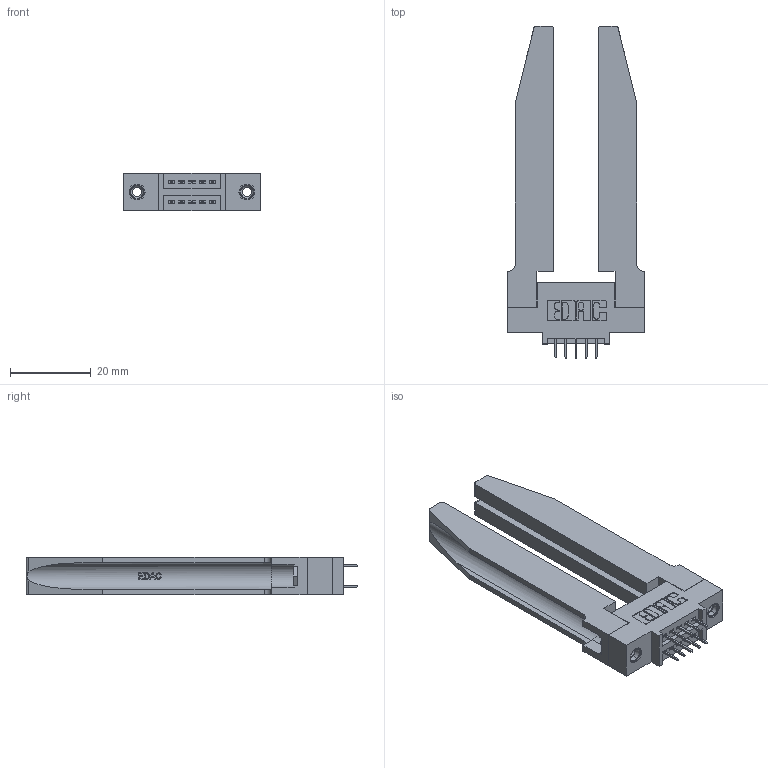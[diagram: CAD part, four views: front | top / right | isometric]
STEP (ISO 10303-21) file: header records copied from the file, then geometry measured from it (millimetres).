
FILE_DESCRIPTION (( 'STEP AP203' ), '1' );
FILE_NAME ('345-010-525-578.STEP', '2020-09-18T23:41:11', ( '' ), ( '' ), 'SwSTEP 2.0', 'SolidWorks 2020', '' );
FILE_SCHEMA (( 'CONFIG_CONTROL_DESIGN' ));
Length unit declared in the file: inch
Products named in the file (5): 345-292-001_345-293-125; 345-010-525-578; 345-220-078_345-220-078; 345-250-001_345-250-001-102; 345 Part_0.110 Offset - 0.156 Dia-TH
Assembly tree (15 placements, depth 2):
  345-010-525-578
    345 Part_0.110 Offset - 0.156 Dia-TH
    345-292-001_345-293-125  x10
    345-250-001_345-250-001-102  x2
    345-220-078_345-220-078  x2
Bounding box: 33.93 x 82.47 x 9.4 mm (x, y, z)
Volume: 10633.6 mm3; surface area: 10397.3 mm2
Topology: 15 solids, 15 shells, 904 faces, 2491 edges, 1610 vertices
Faces by surface type: plane 616, cylinder 236, bspline 36, cone 12, torus 4
Entity records: 13850 total; most frequent: CARTESIAN_POINT 3275, ORIENTED_EDGE 2106, DIRECTION 1927, EDGE_CURVE 1053, VECTOR 811, LINE 811, VERTEX_POINT 692, AXIS2_PLACEMENT_3D 558
